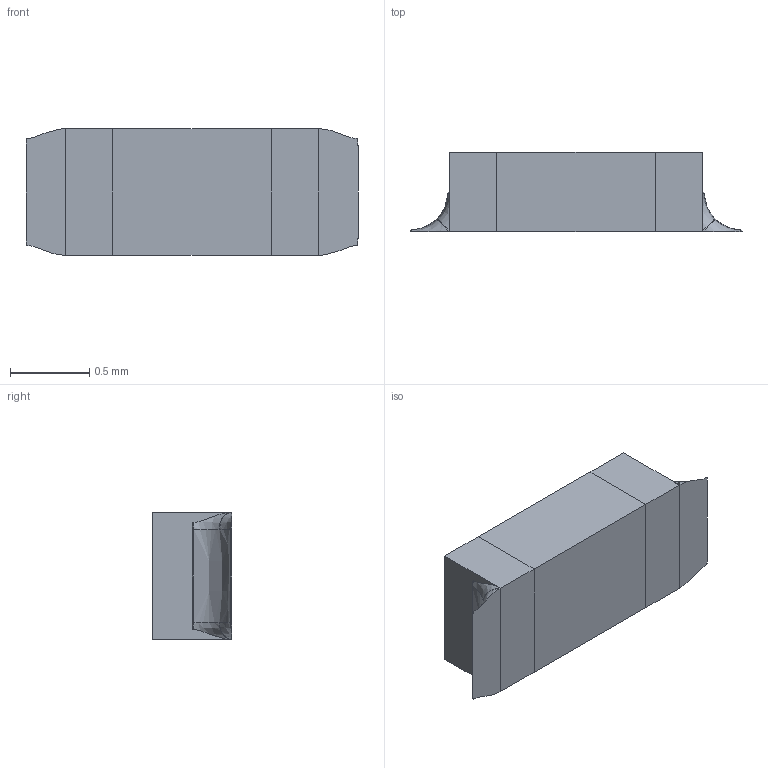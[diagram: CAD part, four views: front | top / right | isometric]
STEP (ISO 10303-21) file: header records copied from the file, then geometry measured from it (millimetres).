
FILE_DESCRIPTION(/* description */ (''),/* implementation_level */ '2;1');
FILE_NAME(/* name */ 'Resistor 0603.step',/* time_stamp */ '2019-07-19T16:59:04-07:00',/* author */ (''),/* organization */ (''),/* preprocessor_version */ 'ST-DEVELOPER v18',/* originating_system */ 'Autodesk Translation Framework v8.2.0.1029',/* authorisation */ '');
FILE_SCHEMA (('AUTOMOTIVE_DESIGN { 1 0 10303 214 3 1 1 }'));
Length unit declared in the file: millimetre
Products named in the file (1): 0402 Resistor
Bounding box: 2.1 x 0.5 x 0.8 mm (x, y, z)
Volume: 0.7 mm3; surface area: 8.1 mm2
Topology: 9 solids, 9 shells, 158 faces, 404 edges, 264 vertices
Faces by surface type: bspline 116, plane 38, cylinder 4
Entity records: 6556 total; most frequent: CARTESIAN_POINT 3477, ORIENTED_EDGE 808, EDGE_CURVE 404, VERTEX_POINT 264, DIRECTION 262, B_SPLINE_CURVE_WITH_KNOTS 236, EDGE_LOOP 164, LINE 160
